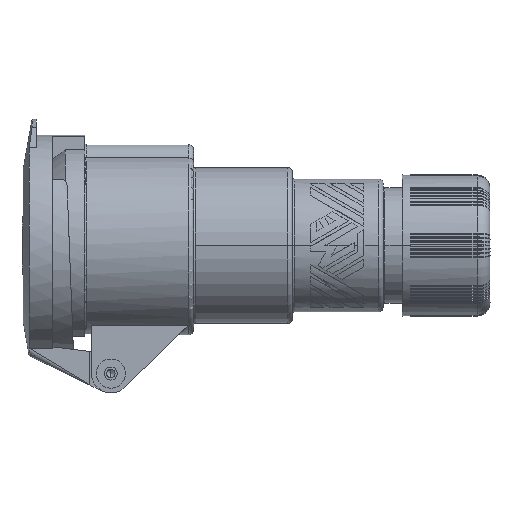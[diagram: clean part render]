
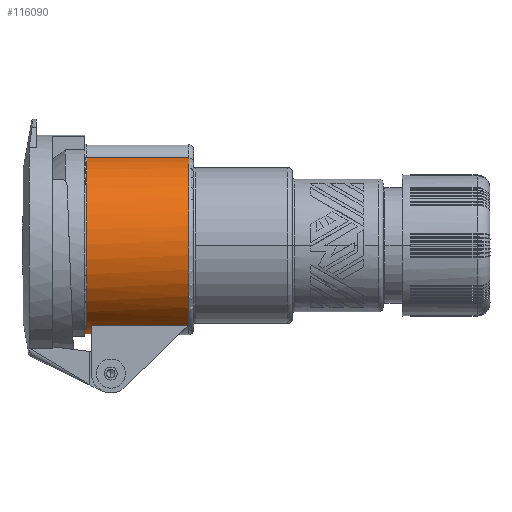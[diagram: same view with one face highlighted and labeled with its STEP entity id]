
A CAD part, left-side view. The second image highlights one B-rep face of the part: STEP entity #116090.
In plain terms, the highlighted cylindrical face has radius 27.5 mm (diameter 55 mm), a partial arc.
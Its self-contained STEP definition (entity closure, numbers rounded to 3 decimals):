
#31690=CARTESIAN_POINT('',(262.6,-56.524,
48.106));
#31700=VERTEX_POINT('',#31690);
#31730=CARTESIAN_POINT('',(273.,-63.113,
23.516));
#31740=DIRECTION('',(0.,-0.966,0.259));
#31750=DIRECTION('',(1.,0.,0.));
#31760=AXIS2_PLACEMENT_3D('',#31730,#31740,#31750);
#31770=CIRCLE('',#31760,27.5);
#31780=CARTESIAN_POINT('',(283.4,-56.524,
48.106));
#31790=VERTEX_POINT('',#31780);
#31800=EDGE_CURVE('',#31790,#31700,#31770,.T.);
#36310=CARTESIAN_POINT('',(267.69,-59.954,
-5.265));
#36320=VERTEX_POINT('',#36310);
#36330=CARTESIAN_POINT('',(278.31,-59.954,
-5.265));
#36340=VERTEX_POINT('',#36330);
#36370=CARTESIAN_POINT('',(278.31,-20.351,
-15.876));
#36380=DIRECTION('',(0.,0.966,-0.259));
#36390=VECTOR('',#36380,1.);
#36400=LINE('',#36370,#36390);
#36410=CARTESIAN_POINT('',(278.31,-29.527,
-13.418));
#36420=VERTEX_POINT('',#36410);
#36430=EDGE_CURVE('',#36340,#36420,#36400,.T.);
#36500=CARTESIAN_POINT('',(267.69,-29.527,
-13.418));
#36510=VERTEX_POINT('',#36500);
#36540=CARTESIAN_POINT('',(267.69,-20.351,
-15.876));
#36550=DIRECTION('',(0.,0.966,-0.259));
#36560=VECTOR('',#36550,1.);
#36570=LINE('',#36540,#36560);
#36580=EDGE_CURVE('',#36320,#36510,#36570,.T.);
#36890=CARTESIAN_POINT('',(279.4,-20.58,
39.808));
#36900=VERTEX_POINT('',#36890);
#36930=CARTESIAN_POINT('',(273.,-0.915,
6.85));
#36940=DIRECTION('',(0.,0.859,0.512));
#36950=DIRECTION('',(0.,0.512,-0.859));
#36960=AXIS2_PLACEMENT_3D('',#36930,#36940,#36950);
#36970=ELLIPSE('',#36960,39.462,27.5);
#36980=CARTESIAN_POINT('',(264.6,-20.169,
39.119));
#36990=VERTEX_POINT('',#36980);
#37000=EDGE_CURVE('',#36990,#36900,#36970,.T.);
#75860=CARTESIAN_POINT('',(273.,-22.544,
12.645));
#75870=DIRECTION('',(0.,-0.966,0.259));
#75880=DIRECTION('',(0.,0.259,0.966));
#75890=AXIS2_PLACEMENT_3D('',#75860,#75870,#75880);
#75900=CIRCLE('',#75890,27.5);
#75910=CARTESIAN_POINT('',(285.4,-16.191,
36.355));
#75920=VERTEX_POINT('',#75910);
#75930=EDGE_CURVE('',#36420,#75920,#75900,.T.);
#75950=CARTESIAN_POINT('',(260.6,-16.191,
36.355));
#75960=VERTEX_POINT('',#75950);
#75990=EDGE_CURVE('',#75960,#36510,#75900,.T.);
#100750=CARTESIAN_POINT('',(285.4,-45.169,
44.119));
#100760=VERTEX_POINT('',#100750);
#100960=CARTESIAN_POINT('',(285.4,-56.76,
47.225));
#100970=DIRECTION('',(0.,-0.966,0.259));
#100980=VECTOR('',#100970,1.);
#100990=LINE('',#100960,#100980);
#101000=EDGE_CURVE('',#75920,#100760,#100990,.T.);
#106720=CARTESIAN_POINT('',(260.6,-45.169,
44.119));
#106730=VERTEX_POINT('',#106720);
#106760=CARTESIAN_POINT('',(260.6,-56.76,
47.225));
#106770=DIRECTION('',(0.,-0.966,0.259));
#106780=VECTOR('',#106770,1.);
#106790=LINE('',#106760,#106780);
#106800=EDGE_CURVE('',#75960,#106730,#106790,.T.);
#107700=CARTESIAN_POINT('',(262.6,-46.381,
45.388));
#107710=VERTEX_POINT('',#107700);
#107740=CARTESIAN_POINT('',(262.6,-56.524,
48.106));
#107750=DIRECTION('',(0.,-0.966,0.259));
#107760=VECTOR('',#107750,1.);
#107770=LINE('',#107740,#107760);
#107780=EDGE_CURVE('',#107710,#31700,#107770,.T.);
#112550=CARTESIAN_POINT('',(279.4,-44.599,
46.244));
#112560=VERTEX_POINT('',#112550);
#112590=CARTESIAN_POINT('',(279.4,-56.19,
49.349));
#112600=DIRECTION('',(0.,0.966,-0.259));
#112610=VECTOR('',#112600,1.);
#112620=LINE('',#112590,#112610);
#112630=EDGE_CURVE('',#112560,#36900,#112620,.T.);
#114580=CARTESIAN_POINT('',(273.,-51.521,
20.41));
#114590=DIRECTION('',(0.,-0.966,0.259));
#114600=DIRECTION('',(1.,0.,0.));
#114610=AXIS2_PLACEMENT_3D('',#114580,#114590,#114600);
#114620=CIRCLE('',#114610,27.5);
#114630=EDGE_CURVE('',#100760,#112560,#114620,.T.);
#114980=CARTESIAN_POINT('',(264.6,-44.744,
45.703));
#114990=VERTEX_POINT('',#114980);
#115020=EDGE_CURVE('',#114990,#106730,#114620,.T.);
#115160=CARTESIAN_POINT('',(273.,-63.113,
23.516));
#115170=DIRECTION('',(0.,-0.966,0.259));
#115180=DIRECTION('',(1.,0.,0.));
#115190=AXIS2_PLACEMENT_3D('',#115160,#115170,#115180);
#115200=CYLINDRICAL_SURFACE('',#115190,27.5);
#115670=ORIENTED_EDGE('',*,*,#36580,.F.);
#115680=ORIENTED_EDGE('',*,*,#75990,.T.);
#115690=ORIENTED_EDGE('',*,*,#106800,.F.);
#115700=ORIENTED_EDGE('',*,*,#115020,.T.);
#115710=CARTESIAN_POINT('',(264.6,-56.335,
48.809));
#115720=DIRECTION('',(0.,-0.966,0.259));
#115730=VECTOR('',#115720,1.);
#115740=LINE('',#115710,#115730);
#115750=EDGE_CURVE('',#36990,#114990,#115740,.T.);
#115760=ORIENTED_EDGE('',*,*,#115750,.T.);
#115770=ORIENTED_EDGE('',*,*,#37000,.F.);
#115780=ORIENTED_EDGE('',*,*,#112630,.T.);
#115790=ORIENTED_EDGE('',*,*,#114630,.T.);
#115800=ORIENTED_EDGE('',*,*,#101000,.T.);
#115810=ORIENTED_EDGE('',*,*,#75930,.T.);
#115820=ORIENTED_EDGE('',*,*,#36430,.T.);
#115830=CARTESIAN_POINT('',(273.,-52.97,
20.798));
#115840=DIRECTION('',(0.,-0.966,0.259));
#115850=DIRECTION('',(0.,0.259,0.966));
#115860=AXIS2_PLACEMENT_3D('',#115830,#115840,#115850);
#115870=CIRCLE('',#115860,27.5);
#115880=CARTESIAN_POINT('',(283.4,-46.381,
45.388));
#115890=VERTEX_POINT('',#115880);
#115900=EDGE_CURVE('',#36340,#115890,#115870,.T.);
#115910=ORIENTED_EDGE('',*,*,#115900,.F.);
#115920=CARTESIAN_POINT('',(283.4,-56.524,
48.106));
#115930=DIRECTION('',(0.,0.966,-0.259));
#115940=VECTOR('',#115930,1.);
#115950=LINE('',#115920,#115940);
#115960=EDGE_CURVE('',#31790,#115890,#115950,.T.);
#115970=ORIENTED_EDGE('',*,*,#115960,.T.);
#115980=ORIENTED_EDGE('',*,*,#31800,.F.);
#115990=ORIENTED_EDGE('',*,*,#107780,.T.);
#116000=CARTESIAN_POINT('',(273.,-52.97,
20.798));
#116010=DIRECTION('',(0.,-0.966,0.259));
#116020=DIRECTION('',(0.,0.259,0.966));
#116030=AXIS2_PLACEMENT_3D('',#116000,#116010,#116020);
#116040=CIRCLE('',#116030,27.5);
#116050=EDGE_CURVE('',#107710,#36320,#116040,.T.);
#116060=ORIENTED_EDGE('',*,*,#116050,.F.);
#116070=EDGE_LOOP('',(#116060,#115990,#115980,#115970,#115910,#115820,
#115810,#115800,#115790,#115780,#115770,#115760,#115700,#115690,#115680,
#115670));
#116080=FACE_OUTER_BOUND('',#116070,.T.);
#116090=ADVANCED_FACE('',(#116080),#115200,.T.);
